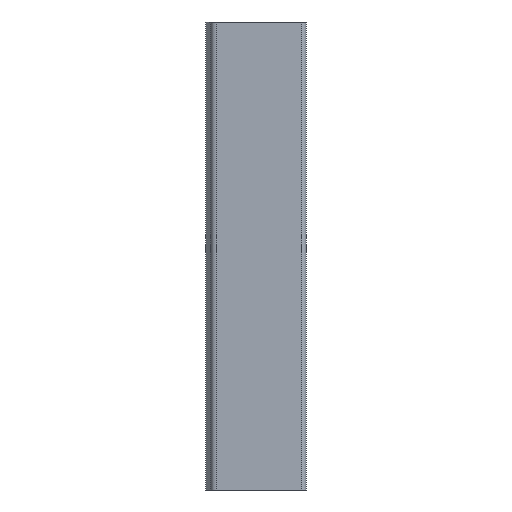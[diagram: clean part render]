
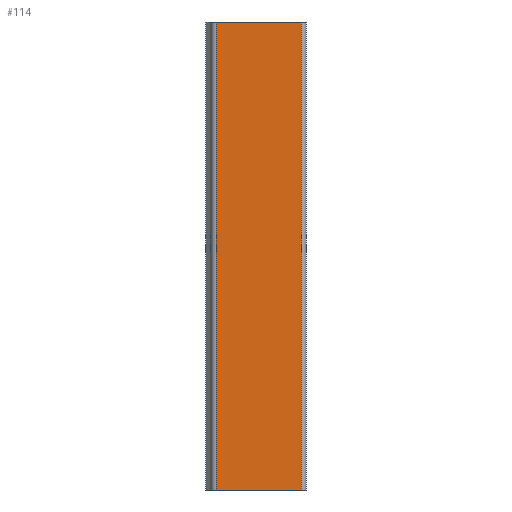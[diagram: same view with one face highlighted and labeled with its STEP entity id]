
A CAD part, front view. The second image highlights one B-rep face of the part: STEP entity #114.
In plain terms, the highlighted planar face has unit normal (0, -1, 0).
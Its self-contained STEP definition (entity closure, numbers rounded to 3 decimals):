
#114=ADVANCED_FACE('',(#170),#135,.T.);
#135=PLANE('',#787);
#170=FACE_OUTER_BOUND('',#206,.T.);
#206=EDGE_LOOP('',(#338,#339,#340,#341));
#338=ORIENTED_EDGE('',*,*,#579,.F.);
#339=ORIENTED_EDGE('',*,*,#578,.F.);
#340=ORIENTED_EDGE('',*,*,#580,.T.);
#341=ORIENTED_EDGE('',*,*,#581,.T.);
#478=VERTEX_POINT('',#1192);
#479=VERTEX_POINT('',#1194);
#480=VERTEX_POINT('',#1198);
#481=VERTEX_POINT('',#1200);
#578=EDGE_CURVE('',#479,#478,#650,.T.);
#579=EDGE_CURVE('',#478,#480,#651,.T.);
#580=EDGE_CURVE('',#479,#481,#652,.T.);
#581=EDGE_CURVE('',#481,#480,#653,.T.);
#650=LINE('',#1195,#720);
#651=LINE('',#1197,#721);
#652=LINE('',#1199,#722);
#653=LINE('',#1201,#723);
#720=VECTOR('',#983,1.);
#721=VECTOR('',#986,1.);
#722=VECTOR('',#987,1.);
#723=VECTOR('',#988,1.);
#787=AXIS2_PLACEMENT_3D('',#1202,#989,#990);
#983=DIRECTION('',(0.,0.,-1.));
#986=DIRECTION('',(-1.,0.,0.));
#987=DIRECTION('',(-1.,0.,0.));
#988=DIRECTION('',(0.,0.,-1.));
#989=DIRECTION('',(0.,-1.,0.));
#990=DIRECTION('',(0.,0.,-1.));
#1192=CARTESIAN_POINT('',(159.101,171.329,0.));
#1194=CARTESIAN_POINT('',(159.101,171.329,100.));
#1195=CARTESIAN_POINT('',(159.101,171.329,100.));
#1197=CARTESIAN_POINT('',(150.,171.329,0.));
#1198=CARTESIAN_POINT('',(140.899,171.329,0.));
#1199=CARTESIAN_POINT('',(159.101,171.329,100.));
#1200=CARTESIAN_POINT('',(140.899,171.329,100.));
#1201=CARTESIAN_POINT('',(140.899,171.329,100.));
#1202=CARTESIAN_POINT('',(150.,171.329,100.));
